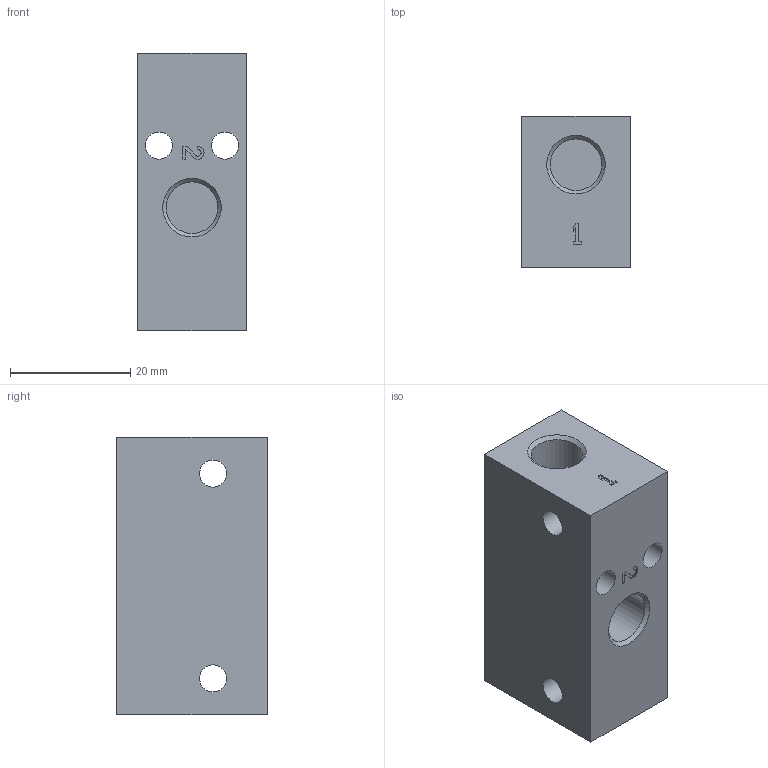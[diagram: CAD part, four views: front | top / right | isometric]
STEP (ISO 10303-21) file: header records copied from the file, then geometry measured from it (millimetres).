
FILE_DESCRIPTION(/* description */ ('STEP AP214'),/* implementation_level */ '2;1');
FILE_NAME(/* name */ '14015_VAD-1_8',/* time_stamp */ '2024-09-16T06:17:24+02:00',/* author */ ('License CC BY-ND 4.0'),/* organization */ ('CADENAS'),/* preprocessor_version */ 'ST-DEVELOPER v19.3',/* originating_system */ 'PARTsolutions',/* authorisation */ ' ');
FILE_SCHEMA (('AUTOMOTIVE_DESIGN {1 0 10303 214 3 1 1}'));
Length unit declared in the file: millimetre
Products named in the file (1): 14015 VAD-1/8
Bounding box: 18 x 25 x 46 mm (x, y, z)
Volume: 17990.6 mm3; surface area: 6545.7 mm2
Topology: 1 solids, 1 shells, 53 faces, 132 edges, 87 vertices
Faces by surface type: plane 35, cylinder 15, cone 3
Full cylindrical faces by diameter (mm): 4.5 x4, 8.566 x3
Entity records: 1571 total; most frequent: DIRECTION 263, CARTESIAN_POINT 263, ORIENTED_EDGE 244, EDGE_CURVE 122, LINE 89, VECTOR 89, VERTEX_POINT 87, AXIS2_PLACEMENT_3D 87
